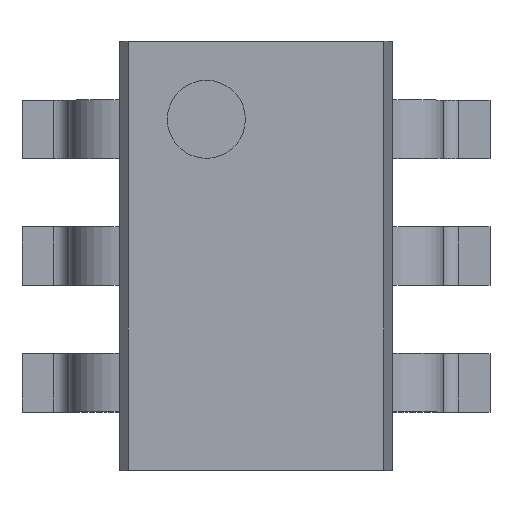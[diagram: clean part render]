
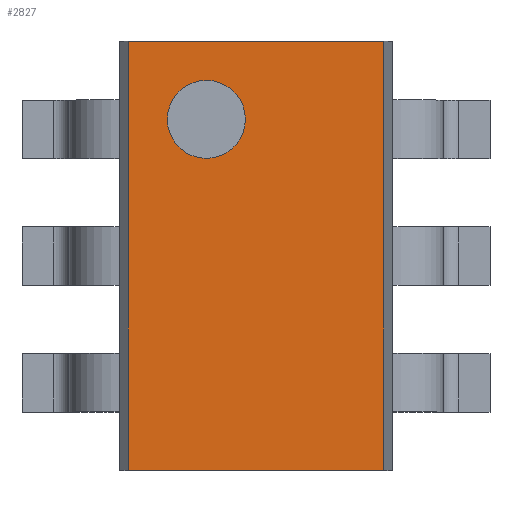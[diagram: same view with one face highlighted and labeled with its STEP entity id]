
A CAD part, top view. The second image highlights one B-rep face of the part: STEP entity #2827.
In plain terms, the highlighted planar face has unit normal (0, 0, 1).
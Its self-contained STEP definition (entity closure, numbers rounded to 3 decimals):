
#2473=CARTESIAN_POINT('',(-0.055,0.7,1.0));
#2474=VERTEX_POINT('',#2473);
#2483=CARTESIAN_POINT('',(-0.455,0.7,1.0));
#2484=VERTEX_POINT('',#2483);
#2485=CARTESIAN_POINT('',(-0.255,0.7,1.0));
#2486=DIRECTION('',(0.0,0.0,-1.0));
#2487=DIRECTION('',(1.0,0.0,0.0));
#2488=AXIS2_PLACEMENT_3D('',#2485,#2486,#2487);
#2489=CIRCLE('',#2488,0.2);
#2490=EDGE_CURVE('',#2484,#2474,#2489,.T.);
#2524=CARTESIAN_POINT('',(-0.255,0.7,1.0));
#2525=DIRECTION('',(0.0,0.0,-1.0));
#2526=DIRECTION('',(1.0,0.0,0.0));
#2527=AXIS2_PLACEMENT_3D('',#2524,#2525,#2526);
#2528=CIRCLE('',#2527,0.2);
#2529=EDGE_CURVE('',#2474,#2484,#2528,.T.);
#2551=CARTESIAN_POINT('',(0.655,1.1,1.0));
#2552=VERTEX_POINT('',#2551);
#2559=CARTESIAN_POINT('',(0.655,-1.1,1.0));
#2560=VERTEX_POINT('',#2559);
#2561=CARTESIAN_POINT('',(0.655,-1.1,1.0));
#2562=DIRECTION('',(0.0,1.0,0.0));
#2563=VECTOR('',#2562,2.2);
#2564=LINE('',#2561,#2563);
#2565=EDGE_CURVE('',#2560,#2552,#2564,.T.);
#2591=CARTESIAN_POINT('',(-0.655,-1.1,1.0));
#2592=VERTEX_POINT('',#2591);
#2638=CARTESIAN_POINT('',(-0.655,-1.1,1.0));
#2639=DIRECTION('',(1.0,0.0,0.0));
#2640=VECTOR('',#2639,1.309);
#2641=LINE('',#2638,#2640);
#2642=EDGE_CURVE('',#2592,#2560,#2641,.T.);
#2652=CARTESIAN_POINT('',(-0.655,1.1,1.0));
#2653=VERTEX_POINT('',#2652);
#2669=CARTESIAN_POINT('',(-0.655,1.1,1.0));
#2670=DIRECTION('',(0.0,-1.0,0.0));
#2671=VECTOR('',#2670,2.2);
#2672=LINE('',#2669,#2671);
#2673=EDGE_CURVE('',#2592,#2653,#2672,.F.);
#2692=CARTESIAN_POINT('',(0.655,1.1,1.0));
#2693=DIRECTION('',(-1.0,0.0,0.0));
#2694=VECTOR('',#2693,1.309);
#2695=LINE('',#2692,#2694);
#2696=EDGE_CURVE('',#2552,#2653,#2695,.T.);
#2812=CARTESIAN_POINT('',(0.642,-1.1,1.0));
#2813=DIRECTION('',(0.0,0.0,1.0));
#2814=DIRECTION('',(1.0,0.0,0.0));
#2815=AXIS2_PLACEMENT_3D('',#2812,#2813,#2814);
#2816=PLANE('',#2815);
#2817=ORIENTED_EDGE('',*,*,#2696,.T.);
#2818=ORIENTED_EDGE('',*,*,#2673,.F.);
#2819=ORIENTED_EDGE('',*,*,#2642,.T.);
#2820=ORIENTED_EDGE('',*,*,#2565,.T.);
#2821=EDGE_LOOP('',(#2817,#2818,#2819,#2820));
#2822=FACE_OUTER_BOUND('',#2821,.T.);
#2823=ORIENTED_EDGE('',*,*,#2529,.T.);
#2824=ORIENTED_EDGE('',*,*,#2490,.T.);
#2825=EDGE_LOOP('',(#2823,#2824));
#2826=FACE_BOUND('',#2825,.T.);
#2827=ADVANCED_FACE('',(#2822,#2826),#2816,.T.);
